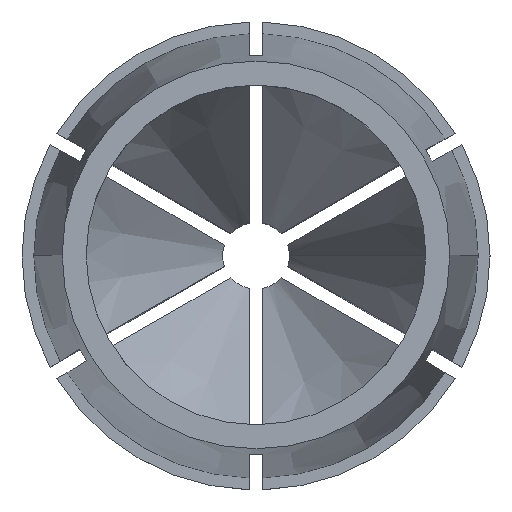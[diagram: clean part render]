
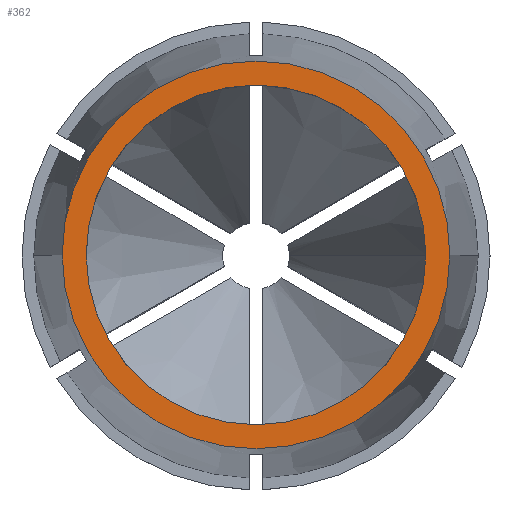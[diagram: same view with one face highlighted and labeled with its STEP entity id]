
A CAD part, top view. The second image highlights one B-rep face of the part: STEP entity #362.
In plain terms, the highlighted planar face has unit normal (0, 0, 1).
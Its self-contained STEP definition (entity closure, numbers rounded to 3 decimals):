
#26 = DIRECTION ( 'NONE',  ( 0., 0., 1. ) ) ;
#60 = AXIS2_PLACEMENT_3D ( 'NONE', #1058, #26, #2186 ) ;
#106 = CARTESIAN_POINT ( 'NONE',  ( -14.5, 0., 0. ) ) ;
#132 = AXIS2_PLACEMENT_3D ( 'NONE', #573, #1887, #1461 ) ;
#342 = EDGE_CURVE ( 'NONE', #2764, #1126, #1789, .T. ) ;
#362 = ADVANCED_FACE ( 'NONE', ( #365, #1713 ), #1005, .F. ) ;
#365 = FACE_BOUND ( 'NONE', #726, .T. ) ;
#427 = EDGE_CURVE ( 'NONE', #1451, #1475, #2019, .T. ) ;
#440 = DIRECTION ( 'NONE',  ( 1., 0., 0. ) ) ;
#515 = EDGE_CURVE ( 'NONE', #1126, #2764, #1344, .T. ) ;
#516 = AXIS2_PLACEMENT_3D ( 'NONE', #1435, #1509, #1472 ) ;
#573 = CARTESIAN_POINT ( 'NONE',  ( 0., 0., 0. ) ) ;
#579 = DIRECTION ( 'NONE',  ( 1., 0., 0. ) ) ;
#645 = DIRECTION ( 'NONE',  ( 0., 0., 1. ) ) ;
#726 = EDGE_LOOP ( 'NONE', ( #2128, #2416 ) ) ;
#853 = AXIS2_PLACEMENT_3D ( 'NONE', #1708, #645, #440 ) ;
#1005 = PLANE ( 'NONE',  #132 ) ;
#1058 = CARTESIAN_POINT ( 'NONE',  ( 0., 0., 0. ) ) ;
#1126 = VERTEX_POINT ( 'NONE', #2742 ) ;
#1194 = CARTESIAN_POINT ( 'NONE',  ( 14.5, 0., 0. ) ) ;
#1258 = AXIS2_PLACEMENT_3D ( 'NONE', #2527, #1664, #579 ) ;
#1336 = EDGE_LOOP ( 'NONE', ( #1873, #1903 ) ) ;
#1344 = CIRCLE ( 'NONE', #60, 12.7 ) ;
#1435 = CARTESIAN_POINT ( 'NONE',  ( 0., 0., 0. ) ) ;
#1451 = VERTEX_POINT ( 'NONE', #106 ) ;
#1461 = DIRECTION ( 'NONE',  ( -1., 0., 0. ) ) ;
#1472 = DIRECTION ( 'NONE',  ( 1., 0., 0. ) ) ;
#1475 = VERTEX_POINT ( 'NONE', #1194 ) ;
#1509 = DIRECTION ( 'NONE',  ( 0., 0., 1. ) ) ;
#1561 = CIRCLE ( 'NONE', #853, 14.5 ) ;
#1664 = DIRECTION ( 'NONE',  ( 0., 0., 1. ) ) ;
#1708 = CARTESIAN_POINT ( 'NONE',  ( 0., 0., 0. ) ) ;
#1713 = FACE_OUTER_BOUND ( 'NONE', #1336, .T. ) ;
#1769 = CARTESIAN_POINT ( 'NONE',  ( -12.7, 0., 0. ) ) ;
#1789 = CIRCLE ( 'NONE', #1258, 12.7 ) ;
#1873 = ORIENTED_EDGE ( 'NONE', *, *, #427, .T. ) ;
#1887 = DIRECTION ( 'NONE',  ( 0., 0., -1. ) ) ;
#1903 = ORIENTED_EDGE ( 'NONE', *, *, #2111, .T. ) ;
#2019 = CIRCLE ( 'NONE', #516, 14.5 ) ;
#2111 = EDGE_CURVE ( 'NONE', #1475, #1451, #1561, .T. ) ;
#2128 = ORIENTED_EDGE ( 'NONE', *, *, #515, .F. ) ;
#2186 = DIRECTION ( 'NONE',  ( 1., 0., 0. ) ) ;
#2416 = ORIENTED_EDGE ( 'NONE', *, *, #342, .F. ) ;
#2527 = CARTESIAN_POINT ( 'NONE',  ( 0., 0., 0. ) ) ;
#2742 = CARTESIAN_POINT ( 'NONE',  ( 12.7, 0., 0. ) ) ;
#2764 = VERTEX_POINT ( 'NONE', #1769 ) ;
